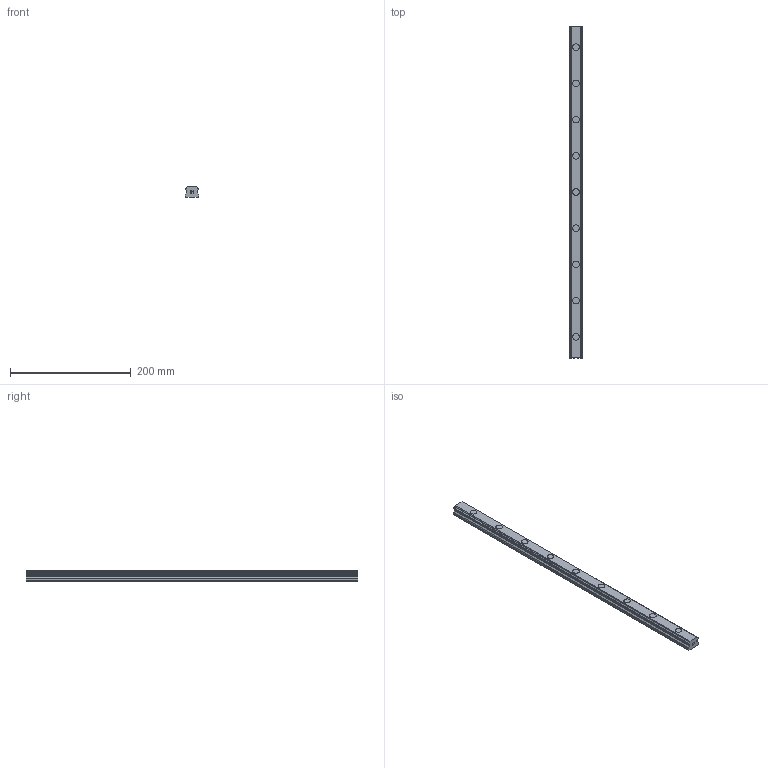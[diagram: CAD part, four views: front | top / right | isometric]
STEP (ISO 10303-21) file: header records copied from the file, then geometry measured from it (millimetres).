
FILE_DESCRIPTION(('STEP AP214'),'1');
FILE_NAME('cctmp_32378858-4CB7-42C3-A791-1B08F5F12E92_2021_02_10_08_33_49_0822..stp','2021-02-10T07:33:49',('HIWIN GmbH'),('CADClick - www.CADClick.com'),'Spatial InterOp 3D',' ','unknown authorization');
FILE_SCHEMA(('AUTOMOTIVE_DESIGN'));
Length unit declared in the file: millimetre
Products named in the file (1): EGR25R550C_FILE
Bounding box: 23 x 550 x 18 mm (x, y, z)
Volume: 189349.8 mm3; surface area: 51601 mm2
Topology: 1 solids, 1 shells, 213 faces, 567 edges, 378 vertices
Faces by surface type: plane 139, cylinder 74
Entity records: 8429 total; most frequent: DIRECTION 1215, CARTESIAN_POINT 1159, ORIENTED_EDGE 1134, EDGE_CURVE 567, AXIS2_PLACEMENT_3D 434, VERTEX_POINT 378, LINE 347, VECTOR 347
